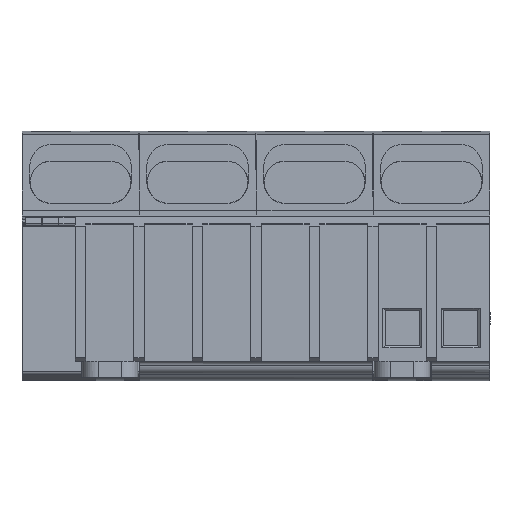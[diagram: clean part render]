
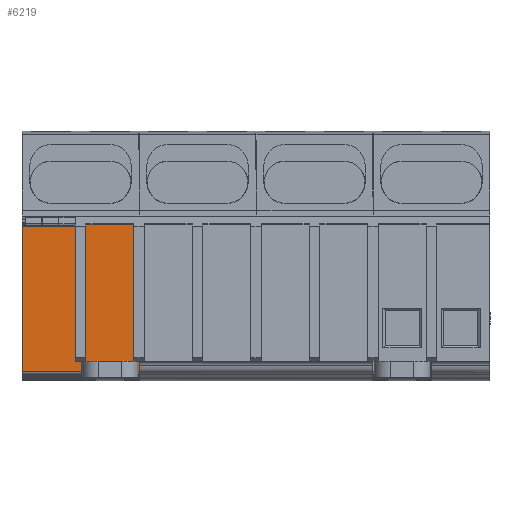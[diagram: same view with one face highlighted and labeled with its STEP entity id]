
A CAD part, front view. The second image highlights one B-rep face of the part: STEP entity #6219.
In plain terms, the highlighted planar face has unit normal (0, -1, 0).
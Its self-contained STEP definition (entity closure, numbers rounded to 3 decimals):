
#6130=AXIS2_PLACEMENT_3D('Plane Axis2P3D',#6127,#6128,#6129) ;
#2473=CARTESIAN_POINT('Vertex',(0.,6.5,2.821)) ;
#2476=CARTESIAN_POINT('Line Origine',(0.,6.5,24.897)) ;
#2480=CARTESIAN_POINT('Vertex',(0.,6.5,46.974)) ;
#5790=CARTESIAN_POINT('Vertex',(35.875,6.5,5.9)) ;
#5811=CARTESIAN_POINT('Vertex',(31.1,6.5,5.9)) ;
#5814=CARTESIAN_POINT('Line Origine',(26.7,6.5,5.9)) ;
#5818=CARTESIAN_POINT('Vertex',(22.3,6.5,5.9)) ;
#6111=CARTESIAN_POINT('Vertex',(22.3,6.5,2.821)) ;
#6114=CARTESIAN_POINT('Line Origine',(11.76,6.5,2.821)) ;
#6127=CARTESIAN_POINT('Axis2P3D Location',(142.4,6.5,47.678)) ;
#6132=CARTESIAN_POINT('Line Origine',(31.1,6.5,4.36)) ;
#6136=CARTESIAN_POINT('Vertex',(31.1,6.5,2.821)) ;
#6139=CARTESIAN_POINT('Line Origine',(33.487,6.5,2.821)) ;
#6143=CARTESIAN_POINT('Vertex',(35.875,6.5,2.821)) ;
#6146=CARTESIAN_POINT('Line Origine',(35.875,6.5,4.36)) ;
#6151=CARTESIAN_POINT('Line Origine',(34.913,6.5,5.9)) ;
#6155=CARTESIAN_POINT('Vertex',(33.95,6.5,5.9)) ;
#6158=CARTESIAN_POINT('Line Origine',(33.95,6.5,26.789)) ;
#6162=CARTESIAN_POINT('Vertex',(33.95,6.5,47.678)) ;
#6165=CARTESIAN_POINT('Line Origine',(26.7,6.5,47.678)) ;
#6169=CARTESIAN_POINT('Vertex',(19.45,6.5,47.678)) ;
#6172=CARTESIAN_POINT('Line Origine',(19.45,6.5,26.789)) ;
#6176=CARTESIAN_POINT('Vertex',(19.45,6.5,5.9)) ;
#6179=CARTESIAN_POINT('Line Origine',(17.8,6.5,5.9)) ;
#6183=CARTESIAN_POINT('Vertex',(16.15,6.5,5.9)) ;
#6186=CARTESIAN_POINT('Line Origine',(16.15,6.5,26.437)) ;
#6190=CARTESIAN_POINT('Vertex',(16.15,6.5,46.974)) ;
#6193=CARTESIAN_POINT('Line Origine',(8.075,6.5,46.974)) ;
#6198=CARTESIAN_POINT('Line Origine',(22.3,6.5,4.36)) ;
#2477=DIRECTION('Vector Direction',(0.,0.,-1.)) ;
#5815=DIRECTION('Vector Direction',(-1.,0.,0.)) ;
#6115=DIRECTION('Vector Direction',(-1.,0.,0.)) ;
#6128=DIRECTION('Axis2P3D Direction',(0.,1.,0.)) ;
#6129=DIRECTION('Axis2P3D XDirection',(-1.,0.,0.)) ;
#6133=DIRECTION('Vector Direction',(0.,0.,-1.)) ;
#6140=DIRECTION('Vector Direction',(1.,0.,0.)) ;
#6147=DIRECTION('Vector Direction',(0.,0.,-1.)) ;
#6152=DIRECTION('Vector Direction',(1.,0.,0.)) ;
#6159=DIRECTION('Vector Direction',(0.,0.,-1.)) ;
#6166=DIRECTION('Vector Direction',(1.,0.,0.)) ;
#6173=DIRECTION('Vector Direction',(0.,0.,-1.)) ;
#6180=DIRECTION('Vector Direction',(1.,0.,0.)) ;
#6187=DIRECTION('Vector Direction',(0.,0.,-1.)) ;
#6194=DIRECTION('Vector Direction',(1.,0.,0.)) ;
#6199=DIRECTION('Vector Direction',(0.,0.,-1.)) ;
#2478=VECTOR('Line Direction',#2477,1.) ;
#5816=VECTOR('Line Direction',#5815,1.) ;
#6116=VECTOR('Line Direction',#6115,1.) ;
#6134=VECTOR('Line Direction',#6133,1.) ;
#6141=VECTOR('Line Direction',#6140,1.) ;
#6148=VECTOR('Line Direction',#6147,1.) ;
#6153=VECTOR('Line Direction',#6152,1.) ;
#6160=VECTOR('Line Direction',#6159,1.) ;
#6167=VECTOR('Line Direction',#6166,1.) ;
#6174=VECTOR('Line Direction',#6173,1.) ;
#6181=VECTOR('Line Direction',#6180,1.) ;
#6188=VECTOR('Line Direction',#6187,1.) ;
#6195=VECTOR('Line Direction',#6194,1.) ;
#6200=VECTOR('Line Direction',#6199,1.) ;
#6204=ORIENTED_EDGE('',*,*,#6138,.T.) ;
#6205=ORIENTED_EDGE('',*,*,#6145,.F.) ;
#6206=ORIENTED_EDGE('',*,*,#6150,.F.) ;
#6207=ORIENTED_EDGE('',*,*,#6157,.F.) ;
#6208=ORIENTED_EDGE('',*,*,#6164,.F.) ;
#6209=ORIENTED_EDGE('',*,*,#6171,.T.) ;
#6210=ORIENTED_EDGE('',*,*,#6178,.T.) ;
#6211=ORIENTED_EDGE('',*,*,#6185,.F.) ;
#6212=ORIENTED_EDGE('',*,*,#6192,.F.) ;
#6213=ORIENTED_EDGE('',*,*,#6197,.F.) ;
#6214=ORIENTED_EDGE('',*,*,#2482,.T.) ;
#6215=ORIENTED_EDGE('',*,*,#6118,.T.) ;
#6216=ORIENTED_EDGE('',*,*,#6202,.F.) ;
#6217=ORIENTED_EDGE('',*,*,#5820,.T.) ;
#6219=ADVANCED_FACE('SOCKEL',(#6218),#6131,.F.) ;
#2482=EDGE_CURVE('',#2481,#2474,#2479,.T.) ;
#5820=EDGE_CURVE('',#5819,#5812,#5817,.F.) ;
#6118=EDGE_CURVE('',#2474,#6112,#6117,.F.) ;
#6138=EDGE_CURVE('',#5812,#6137,#6135,.T.) ;
#6145=EDGE_CURVE('',#6144,#6137,#6142,.F.) ;
#6150=EDGE_CURVE('',#5791,#6144,#6149,.T.) ;
#6157=EDGE_CURVE('',#6156,#5791,#6154,.T.) ;
#6164=EDGE_CURVE('',#6163,#6156,#6161,.T.) ;
#6171=EDGE_CURVE('',#6163,#6170,#6168,.F.) ;
#6178=EDGE_CURVE('',#6170,#6177,#6175,.T.) ;
#6185=EDGE_CURVE('',#6184,#6177,#6182,.T.) ;
#6192=EDGE_CURVE('',#6191,#6184,#6189,.T.) ;
#6197=EDGE_CURVE('',#2481,#6191,#6196,.T.) ;
#6202=EDGE_CURVE('',#5819,#6112,#6201,.T.) ;
#6203=EDGE_LOOP('',(#6204,#6205,#6206,#6207,#6208,#6209,#6210,#6211,#6212,#6213,#6214,#6215,#6216,#6217)) ;
#6218=FACE_OUTER_BOUND('',#6203,.T.) ;
#2479=LINE('Line',#2476,#2478) ;
#5817=LINE('Line',#5814,#5816) ;
#6117=LINE('Line',#6114,#6116) ;
#6135=LINE('Line',#6132,#6134) ;
#6142=LINE('Line',#6139,#6141) ;
#6149=LINE('Line',#6146,#6148) ;
#6154=LINE('Line',#6151,#6153) ;
#6161=LINE('Line',#6158,#6160) ;
#6168=LINE('Line',#6165,#6167) ;
#6175=LINE('Line',#6172,#6174) ;
#6182=LINE('Line',#6179,#6181) ;
#6189=LINE('Line',#6186,#6188) ;
#6196=LINE('Line',#6193,#6195) ;
#6201=LINE('Line',#6198,#6200) ;
#6131=PLANE('',#6130) ;
#2474=VERTEX_POINT('',#2473) ;
#2481=VERTEX_POINT('',#2480) ;
#5791=VERTEX_POINT('',#5790) ;
#5812=VERTEX_POINT('',#5811) ;
#5819=VERTEX_POINT('',#5818) ;
#6112=VERTEX_POINT('',#6111) ;
#6137=VERTEX_POINT('',#6136) ;
#6144=VERTEX_POINT('',#6143) ;
#6156=VERTEX_POINT('',#6155) ;
#6163=VERTEX_POINT('',#6162) ;
#6170=VERTEX_POINT('',#6169) ;
#6177=VERTEX_POINT('',#6176) ;
#6184=VERTEX_POINT('',#6183) ;
#6191=VERTEX_POINT('',#6190) ;
